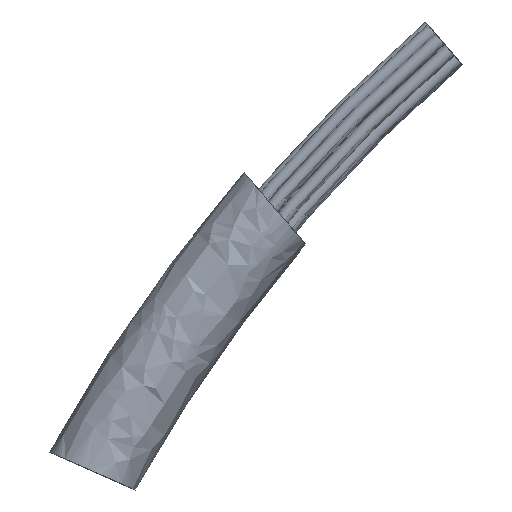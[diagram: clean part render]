
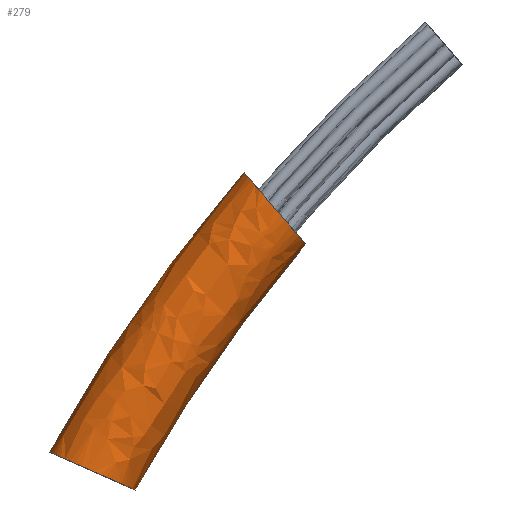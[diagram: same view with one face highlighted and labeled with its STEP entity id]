
A CAD part, front view. The second image highlights one B-rep face of the part: STEP entity #279.
In plain terms, the highlighted free-form (B-spline) face has degree [3, 3] with [4, 4] control points.
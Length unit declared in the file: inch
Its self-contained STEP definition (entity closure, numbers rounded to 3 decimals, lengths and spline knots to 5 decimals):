
#80 = FACE_OUTER_BOUND ( 'NONE', #382, .T. ) ;
#95 = EDGE_CURVE ( 'NONE', #477, #478, #351, .T. ) ;
#97 = EDGE_CURVE ( 'NONE', #439, #346, #350, .T. ) ;
#120 = EDGE_CURVE ( 'NONE', #477, #439, #569, .T. ) ;
#121 = EDGE_CURVE ( 'NONE', #346, #478, #333, .T. ) ;
#210 = AXIS2_PLACEMENT_3D ( 'NONE', #1176, #1175, #1174 ) ;
#235 = AXIS2_PLACEMENT_3D ( 'NONE', #723, #719, #714 ) ;
#236 = AXIS2_PLACEMENT_3D ( 'NONE', #919, #914, #907 ) ;
#279 = ADVANCED_FACE ( 'NONE', ( #80 ), #555, .T. ) ;
#333 = CIRCLE ( 'NONE', #210, 0.12 ) ;
#346 = VERTEX_POINT ( 'NONE', #694 ) ;
#350 = CIRCLE ( 'NONE', #235, 4.12772 ) ;
#351 = CIRCLE ( 'NONE', #236, 3.89043 ) ;
#382 = EDGE_LOOP ( 'NONE', ( #600, #598, #607, #626 ) ) ;
#439 = VERTEX_POINT ( 'NONE', #647 ) ;
#477 = VERTEX_POINT ( 'NONE', #641 ) ;
#478 = VERTEX_POINT ( 'NONE', #637 ) ;
#555 =( BOUNDED_SURFACE ( )  B_SPLINE_SURFACE ( 3, 3, ( 
 ( #802, #807, #800, #799 ),
 ( #798, #797, #796, #795 ),
 ( #793, #792, #791, #790 ),
 ( #789, #788, #787, #784 ) ),
 .UNSPECIFIED., .F., .F., .T. ) 
 B_SPLINE_SURFACE_WITH_KNOTS ( ( 4, 4 ),
 ( 4, 4 ),
 ( 0., 1. ),
 ( 0., 1. ),
 .UNSPECIFIED. ) 
 GEOMETRIC_REPRESENTATION_ITEM ( )  RATIONAL_B_SPLINE_SURFACE ( (
 ( 1., 0.996, 0.996, 1.),
 ( 0.333, 0.332, 0.332, 0.333),
 ( 0.333, 0.332, 0.332, 0.333),
 ( 1., 0.996, 0.996, 1.) ) ) 
 REPRESENTATION_ITEM ( '' )  SURFACE ( )  );
#569 = B_SPLINE_CURVE_WITH_KNOTS ( 'NONE', 3,
 ( #1229, #1218, #1214, #1213, #1211, #1210, #1208, #1207, #1206, #1205, #1204, #1203, #1202, #1201, #1200, #1198, #1197, #1196, #1195, #1193, #1192, #1191, #1190, #1189, #1188, #1187, #1185, #1184, #1183, #1182, #1181, #1180, #1178, #1177 ),
 .UNSPECIFIED., .F., .F.,
 ( 4, 2, 2, 2, 2, 2, 2, 2, 2, 2, 2, 2, 2, 2, 2, 2, 4 ),
 ( 0., 0.00059, 0.00119, 0.00178, 0.00237, 0.00297, 0.00356, 0.00415, 0.00475, 0.00534, 0.00593, 0.00653, 0.00712, 0.00771, 0.00831, 0.0089, 0.00949 ),
 .UNSPECIFIED. ) ;
#598 = ORIENTED_EDGE ( 'NONE', *, *, #120, .F. ) ;
#600 = ORIENTED_EDGE ( 'NONE', *, *, #97, .F. ) ;
#607 = ORIENTED_EDGE ( 'NONE', *, *, #95, .T. ) ;
#626 = ORIENTED_EDGE ( 'NONE', *, *, #121, .F. ) ;
#637 = CARTESIAN_POINT ( 'NONE',  ( -2.96562, 0., 2.51805 ) ) ;
#641 = CARTESIAN_POINT ( 'NONE',  ( -3.39957, 0., 1.89167 ) ) ;
#647 = CARTESIAN_POINT ( 'NONE',  ( -3.61733, 0., 1.98822 ) ) ;
#694 = CARTESIAN_POINT ( 'NONE',  ( -3.12241, 0., 2.69974 ) ) ;
#714 = DIRECTION ( 'NONE',  ( 1., 0., -0.005 ) ) ;
#719 = DIRECTION ( 'NONE',  ( 0., 1., 0. ) ) ;
#723 = CARTESIAN_POINT ( 'NONE',  ( 0., 0., 0. ) ) ;
#784 = CARTESIAN_POINT ( 'NONE',  ( -2.96562, 0., 2.51805 ) ) ;
#787 = CARTESIAN_POINT ( 'NONE',  ( -3.14358, 0., 2.30846 ) ) ;
#788 = CARTESIAN_POINT ( 'NONE',  ( -3.2984, 0., 2.08125 ) ) ;
#789 = CARTESIAN_POINT ( 'NONE',  ( -3.42837, 0., 1.83895 ) ) ;
#790 = CARTESIAN_POINT ( 'NONE',  ( -2.96562, -0.23999, 2.51805 ) ) ;
#791 = CARTESIAN_POINT ( 'NONE',  ( -3.14358, -0.23999, 2.30846 ) ) ;
#792 = CARTESIAN_POINT ( 'NONE',  ( -3.2984, -0.23999, 2.08125 ) ) ;
#793 = CARTESIAN_POINT ( 'NONE',  ( -3.42837, -0.23999, 1.83895 ) ) ;
#795 = CARTESIAN_POINT ( 'NONE',  ( -3.12241, -0.23999, 2.69974 ) ) ;
#796 = CARTESIAN_POINT ( 'NONE',  ( -3.31321, -0.23999, 2.47907 ) ) ;
#797 = CARTESIAN_POINT ( 'NONE',  ( -3.47964, -0.23999, 2.23948 ) ) ;
#798 = CARTESIAN_POINT ( 'NONE',  ( -3.61983, -0.23999, 1.98365 ) ) ;
#799 = CARTESIAN_POINT ( 'NONE',  ( -3.12241, 0., 2.69974 ) ) ;
#800 = CARTESIAN_POINT ( 'NONE',  ( -3.31321, 0., 2.47907 ) ) ;
#802 = CARTESIAN_POINT ( 'NONE',  ( -3.61983, 0., 1.98365 ) ) ;
#807 = CARTESIAN_POINT ( 'NONE',  ( -3.47964, 0., 2.23948 ) ) ;
#907 = DIRECTION ( 'NONE',  ( 1., 0., 0.004 ) ) ;
#914 = DIRECTION ( 'NONE',  ( 0., 1., 0. ) ) ;
#919 = CARTESIAN_POINT ( 'NONE',  ( 0., 0., 0. ) ) ;
#1174 = DIRECTION ( 'NONE',  ( 0.653, 0., -0.757 ) ) ;
#1175 = DIRECTION ( 'NONE',  ( 0.757, 0., 0.653 ) ) ;
#1176 = CARTESIAN_POINT ( 'NONE',  ( -3.04402, 0., 2.60889 ) ) ;
#1177 = CARTESIAN_POINT ( 'NONE',  ( -3.61733, 0., 1.98822 ) ) ;
#1178 = CARTESIAN_POINT ( 'NONE',  ( -3.61733, -0.0078, 1.98822 ) ) ;
#1180 = CARTESIAN_POINT ( 'NONE',  ( -3.61662, -0.01572, 1.9879 ) ) ;
#1181 = CARTESIAN_POINT ( 'NONE',  ( -3.61385, -0.03105, 1.98668 ) ) ;
#1182 = CARTESIAN_POINT ( 'NONE',  ( -3.61181, -0.03851, 1.98577 ) ) ;
#1183 = CARTESIAN_POINT ( 'NONE',  ( -3.60637, -0.05302, 1.98336 ) ) ;
#1184 = CARTESIAN_POINT ( 'NONE',  ( -3.60298, -0.06003, 1.98186 ) ) ;
#1185 = CARTESIAN_POINT ( 'NONE',  ( -3.59513, -0.07302, 1.97837 ) ) ;
#1187 = CARTESIAN_POINT ( 'NONE',  ( -3.59063, -0.0791, 1.97638 ) ) ;
#1188 = CARTESIAN_POINT ( 'NONE',  ( -3.58048, -0.09032, 1.97188 ) ) ;
#1189 = CARTESIAN_POINT ( 'NONE',  ( -3.57498, -0.0953, 1.96944 ) ) ;
#1190 = CARTESIAN_POINT ( 'NONE',  ( -3.56317, -0.10402, 1.96421 ) ) ;
#1191 = CARTESIAN_POINT ( 'NONE',  ( -3.55679, -0.1078, 1.96138 ) ) ;
#1192 = CARTESIAN_POINT ( 'NONE',  ( -3.54358, -0.11384, 1.95552 ) ) ;
#1193 = CARTESIAN_POINT ( 'NONE',  ( -3.53677, -0.11612, 1.9525 ) ) ;
#1195 = CARTESIAN_POINT ( 'NONE',  ( -3.52275, -0.11921, 1.94628 ) ) ;
#1196 = CARTESIAN_POINT ( 'NONE',  ( -3.51551, -0.12, 1.94308 ) ) ;
#1197 = CARTESIAN_POINT ( 'NONE',  ( -3.50126, -0.11999, 1.93676 ) ) ;
#1198 = CARTESIAN_POINT ( 'NONE',  ( -3.49417, -0.11923, 1.93361 ) ) ;
#1200 = CARTESIAN_POINT ( 'NONE',  ( -3.48005, -0.11612, 1.92735 ) ) ;
#1201 = CARTESIAN_POINT ( 'NONE',  ( -3.47319, -0.11381, 1.92431 ) ) ;
#1202 = CARTESIAN_POINT ( 'NONE',  ( -3.46006, -0.10779, 1.91849 ) ) ;
#1203 = CARTESIAN_POINT ( 'NONE',  ( -3.4537, -0.10403, 1.91567 ) ) ;
#1204 = CARTESIAN_POINT ( 'NONE',  ( -3.4418, -0.09523, 1.91039 ) ) ;
#1205 = CARTESIAN_POINT ( 'NONE',  ( -3.43633, -0.09025, 1.90797 ) ) ;
#1206 = CARTESIAN_POINT ( 'NONE',  ( -3.4263, -0.07916, 1.90352 ) ) ;
#1207 = CARTESIAN_POINT ( 'NONE',  ( -3.42171, -0.07297, 1.90149 ) ) ;
#1208 = CARTESIAN_POINT ( 'NONE',  ( -3.41385, -0.05994, 1.898 ) ) ;
#1210 = CARTESIAN_POINT ( 'NONE',  ( -3.41052, -0.05305, 1.89652 ) ) ;
#1211 = CARTESIAN_POINT ( 'NONE',  ( -3.40509, -0.03855, 1.89411 ) ) ;
#1213 = CARTESIAN_POINT ( 'NONE',  ( -3.40301, -0.03095, 1.89319 ) ) ;
#1214 = CARTESIAN_POINT ( 'NONE',  ( -3.40027, -0.01567, 1.89198 ) ) ;
#1218 = CARTESIAN_POINT ( 'NONE',  ( -3.39957, -0.0079, 1.89167 ) ) ;
#1229 = CARTESIAN_POINT ( 'NONE',  ( -3.39957, 0., 1.89167 ) ) ;
